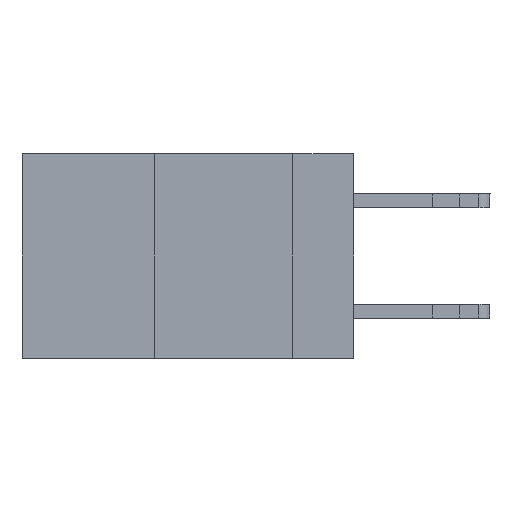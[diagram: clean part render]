
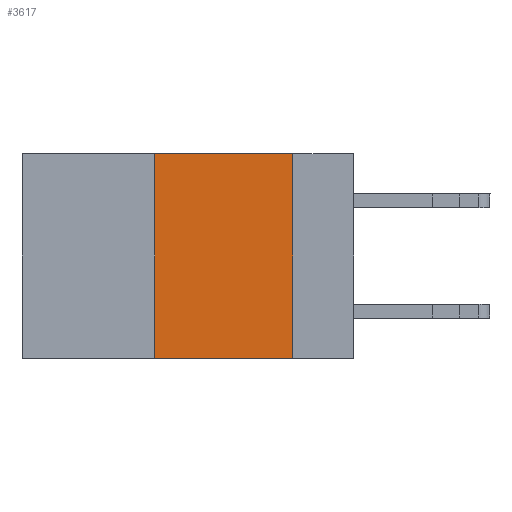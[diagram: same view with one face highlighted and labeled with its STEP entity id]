
A CAD part, left-side view. The second image highlights one B-rep face of the part: STEP entity #3617.
In plain terms, the highlighted planar face has unit normal (-1, 0, 0).
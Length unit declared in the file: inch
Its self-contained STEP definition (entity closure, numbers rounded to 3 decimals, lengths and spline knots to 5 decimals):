
#559 = CARTESIAN_POINT ( 'NONE',  ( 0., 0.36, -0.37 ) ) ;
#667 = VERTEX_POINT ( 'NONE', #6000 ) ;
#736 = CARTESIAN_POINT ( 'NONE',  ( 0., 0.11, 0. ) ) ;
#1007 = EDGE_CURVE ( 'NONE', #11590, #5235, #7268, .T. ) ;
#1582 = CARTESIAN_POINT ( 'NONE',  ( 0., 0.11, 0. ) ) ;
#2080 = VERTEX_POINT ( 'NONE', #736 ) ;
#2825 = DIRECTION ( 'NONE',  ( 0., 0., -1. ) ) ;
#3217 = ORIENTED_EDGE ( 'NONE', *, *, #1007, .F. ) ;
#3615 = DIRECTION ( 'NONE',  ( 0., -1., 0. ) ) ;
#3617 = ADVANCED_FACE ( 'NONE', ( #12288 ), #5375, .F. ) ;
#4067 = DIRECTION ( 'NONE',  ( 0., 0., 1. ) ) ;
#4346 = LINE ( 'NONE', #10784, #13508 ) ;
#5235 = VERTEX_POINT ( 'NONE', #7726 ) ;
#5257 = DIRECTION ( 'NONE',  ( 0., 0., -1. ) ) ;
#5274 = DIRECTION ( 'NONE',  ( 1., 0., 0. ) ) ;
#5320 = CARTESIAN_POINT ( 'NONE',  ( 0., 0.6, 0. ) ) ;
#5375 = PLANE ( 'NONE',  #6531 ) ;
#5436 = ORIENTED_EDGE ( 'NONE', *, *, #11927, .F. ) ;
#6000 = CARTESIAN_POINT ( 'NONE',  ( 0., 0.11, -0.37 ) ) ;
#6531 = AXIS2_PLACEMENT_3D ( 'NONE', #5320, #5274, #5257 ) ;
#6892 = VECTOR ( 'NONE', #4067, 39.37008 ) ;
#6972 = ORIENTED_EDGE ( 'NONE', *, *, #13678, .F. ) ;
#7268 = LINE ( 'NONE', #12192, #6892 ) ;
#7689 = EDGE_CURVE ( 'NONE', #11590, #667, #15108, .T. ) ;
#7726 = CARTESIAN_POINT ( 'NONE',  ( 0., 0.36, 0. ) ) ;
#7773 = EDGE_LOOP ( 'NONE', ( #6972, #5436, #3217, #13699 ) ) ;
#8167 = CARTESIAN_POINT ( 'NONE',  ( 0., 0.6, -0.37 ) ) ;
#10784 = CARTESIAN_POINT ( 'NONE',  ( 0., 0.6, 0. ) ) ;
#11038 = LINE ( 'NONE', #1582, #11404 ) ;
#11404 = VECTOR ( 'NONE', #2825, 39.37008 ) ;
#11590 = VERTEX_POINT ( 'NONE', #559 ) ;
#11927 = EDGE_CURVE ( 'NONE', #5235, #2080, #4346, .T. ) ;
#11992 = VECTOR ( 'NONE', #15249, 39.37008 ) ;
#12192 = CARTESIAN_POINT ( 'NONE',  ( 0., 0.36, 0. ) ) ;
#12288 = FACE_OUTER_BOUND ( 'NONE', #7773, .T. ) ;
#13508 = VECTOR ( 'NONE', #3615, 39.37008 ) ;
#13678 = EDGE_CURVE ( 'NONE', #2080, #667, #11038, .T. ) ;
#13699 = ORIENTED_EDGE ( 'NONE', *, *, #7689, .T. ) ;
#15108 = LINE ( 'NONE', #8167, #11992 ) ;
#15249 = DIRECTION ( 'NONE',  ( 0., -1., 0. ) ) ;
